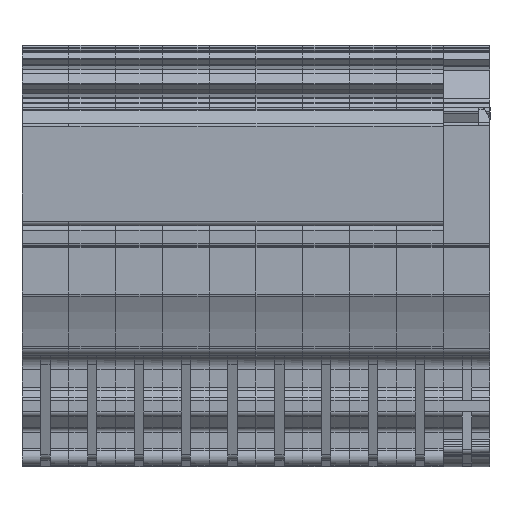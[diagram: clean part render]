
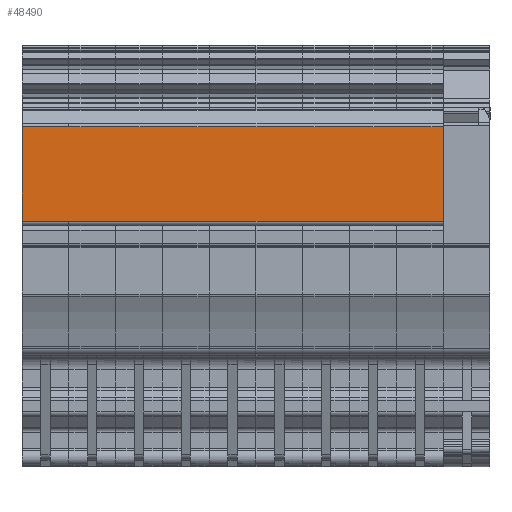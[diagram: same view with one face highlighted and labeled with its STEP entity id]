
A CAD part, front view. The second image highlights one B-rep face of the part: STEP entity #48490.
In plain terms, the highlighted planar face has unit normal (0, -1, 0).
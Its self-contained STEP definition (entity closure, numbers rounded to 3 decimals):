
#48407=AXIS2_PLACEMENT_3D('Plane Axis2P3D',#48404,#48405,#48406) ;
#37745=CARTESIAN_POINT('Vertex',(0.,0.1,26.25)) ;
#37748=CARTESIAN_POINT('Line Origine',(0.,0.1,31.296)) ;
#37752=CARTESIAN_POINT('Vertex',(0.,0.1,36.342)) ;
#37961=CARTESIAN_POINT('Vertex',(45.,0.1,36.342)) ;
#37964=CARTESIAN_POINT('Line Origine',(45.,0.1,31.296)) ;
#37968=CARTESIAN_POINT('Vertex',(45.,0.1,26.25)) ;
#48389=CARTESIAN_POINT('Vertex',(5.,0.1,26.25)) ;
#48392=CARTESIAN_POINT('Line Origine',(2.275,0.1,26.25)) ;
#48404=CARTESIAN_POINT('Axis2P3D Location',(-1.,0.1,20.75)) ;
#48409=CARTESIAN_POINT('Line Origine',(2.5,0.1,36.342)) ;
#48413=CARTESIAN_POINT('Vertex',(5.,0.1,36.342)) ;
#48416=CARTESIAN_POINT('Line Origine',(25.,0.1,26.25)) ;
#48421=CARTESIAN_POINT('Line Origine',(42.5,0.1,36.342)) ;
#48425=CARTESIAN_POINT('Vertex',(40.,0.1,36.342)) ;
#48428=CARTESIAN_POINT('Line Origine',(37.5,0.1,36.342)) ;
#48432=CARTESIAN_POINT('Vertex',(35.,0.1,36.342)) ;
#48435=CARTESIAN_POINT('Line Origine',(32.5,0.1,36.342)) ;
#48439=CARTESIAN_POINT('Vertex',(30.,0.1,36.342)) ;
#48442=CARTESIAN_POINT('Line Origine',(27.5,0.1,36.342)) ;
#48446=CARTESIAN_POINT('Vertex',(25.,0.1,36.342)) ;
#48449=CARTESIAN_POINT('Line Origine',(22.5,0.1,36.342)) ;
#48453=CARTESIAN_POINT('Vertex',(20.,0.1,36.342)) ;
#48456=CARTESIAN_POINT('Line Origine',(17.5,0.1,36.342)) ;
#48460=CARTESIAN_POINT('Vertex',(15.,0.1,36.342)) ;
#48463=CARTESIAN_POINT('Line Origine',(12.5,0.1,36.342)) ;
#48467=CARTESIAN_POINT('Vertex',(10.,0.1,36.342)) ;
#48470=CARTESIAN_POINT('Line Origine',(7.5,0.1,36.342)) ;
#37749=DIRECTION('Vector Direction',(0.,0.,1.)) ;
#37965=DIRECTION('Vector Direction',(0.,0.,1.)) ;
#48393=DIRECTION('Vector Direction',(-1.,0.,0.)) ;
#48405=DIRECTION('Axis2P3D Direction',(0.,-1.,0.)) ;
#48406=DIRECTION('Axis2P3D XDirection',(0.,0.,1.)) ;
#48410=DIRECTION('Vector Direction',(-1.,0.,0.)) ;
#48417=DIRECTION('Vector Direction',(-1.,0.,0.)) ;
#48422=DIRECTION('Vector Direction',(-1.,0.,0.)) ;
#48429=DIRECTION('Vector Direction',(-1.,0.,0.)) ;
#48436=DIRECTION('Vector Direction',(-1.,0.,0.)) ;
#48443=DIRECTION('Vector Direction',(-1.,0.,0.)) ;
#48450=DIRECTION('Vector Direction',(-1.,0.,0.)) ;
#48457=DIRECTION('Vector Direction',(-1.,0.,0.)) ;
#48464=DIRECTION('Vector Direction',(-1.,0.,0.)) ;
#48471=DIRECTION('Vector Direction',(-1.,0.,0.)) ;
#37750=VECTOR('Line Direction',#37749,1.) ;
#37966=VECTOR('Line Direction',#37965,1.) ;
#48394=VECTOR('Line Direction',#48393,1.) ;
#48411=VECTOR('Line Direction',#48410,1.) ;
#48418=VECTOR('Line Direction',#48417,1.) ;
#48423=VECTOR('Line Direction',#48422,1.) ;
#48430=VECTOR('Line Direction',#48429,1.) ;
#48437=VECTOR('Line Direction',#48436,1.) ;
#48444=VECTOR('Line Direction',#48443,1.) ;
#48451=VECTOR('Line Direction',#48450,1.) ;
#48458=VECTOR('Line Direction',#48457,1.) ;
#48465=VECTOR('Line Direction',#48464,1.) ;
#48472=VECTOR('Line Direction',#48471,1.) ;
#48476=ORIENTED_EDGE('',*,*,#48415,.T.) ;
#48477=ORIENTED_EDGE('',*,*,#37754,.F.) ;
#48478=ORIENTED_EDGE('',*,*,#48396,.F.) ;
#48479=ORIENTED_EDGE('',*,*,#48420,.F.) ;
#48480=ORIENTED_EDGE('',*,*,#37970,.T.) ;
#48481=ORIENTED_EDGE('',*,*,#48427,.T.) ;
#48482=ORIENTED_EDGE('',*,*,#48434,.T.) ;
#48483=ORIENTED_EDGE('',*,*,#48441,.T.) ;
#48484=ORIENTED_EDGE('',*,*,#48448,.T.) ;
#48485=ORIENTED_EDGE('',*,*,#48455,.T.) ;
#48486=ORIENTED_EDGE('',*,*,#48462,.T.) ;
#48487=ORIENTED_EDGE('',*,*,#48469,.T.) ;
#48488=ORIENTED_EDGE('',*,*,#48474,.T.) ;
#48490=ADVANCED_FACE('V3',(#48489),#48408,.T.) ;
#37754=EDGE_CURVE('',#37746,#37753,#37751,.T.) ;
#37970=EDGE_CURVE('',#37969,#37962,#37967,.T.) ;
#48396=EDGE_CURVE('',#48390,#37746,#48395,.T.) ;
#48415=EDGE_CURVE('',#48414,#37753,#48412,.T.) ;
#48420=EDGE_CURVE('',#37969,#48390,#48419,.T.) ;
#48427=EDGE_CURVE('',#37962,#48426,#48424,.T.) ;
#48434=EDGE_CURVE('',#48426,#48433,#48431,.T.) ;
#48441=EDGE_CURVE('',#48433,#48440,#48438,.T.) ;
#48448=EDGE_CURVE('',#48440,#48447,#48445,.T.) ;
#48455=EDGE_CURVE('',#48447,#48454,#48452,.T.) ;
#48462=EDGE_CURVE('',#48454,#48461,#48459,.T.) ;
#48469=EDGE_CURVE('',#48461,#48468,#48466,.T.) ;
#48474=EDGE_CURVE('',#48468,#48414,#48473,.T.) ;
#48475=EDGE_LOOP('',(#48476,#48477,#48478,#48479,#48480,#48481,#48482,#48483,#48484,#48485,#48486,#48487,#48488)) ;
#48489=FACE_OUTER_BOUND('',#48475,.T.) ;
#37751=LINE('Line',#37748,#37750) ;
#37967=LINE('Line',#37964,#37966) ;
#48395=LINE('Line',#48392,#48394) ;
#48412=LINE('Line',#48409,#48411) ;
#48419=LINE('Line',#48416,#48418) ;
#48424=LINE('Line',#48421,#48423) ;
#48431=LINE('Line',#48428,#48430) ;
#48438=LINE('Line',#48435,#48437) ;
#48445=LINE('Line',#48442,#48444) ;
#48452=LINE('Line',#48449,#48451) ;
#48459=LINE('Line',#48456,#48458) ;
#48466=LINE('Line',#48463,#48465) ;
#48473=LINE('Line',#48470,#48472) ;
#48408=PLANE('',#48407) ;
#37746=VERTEX_POINT('',#37745) ;
#37753=VERTEX_POINT('',#37752) ;
#37962=VERTEX_POINT('',#37961) ;
#37969=VERTEX_POINT('',#37968) ;
#48390=VERTEX_POINT('',#48389) ;
#48414=VERTEX_POINT('',#48413) ;
#48426=VERTEX_POINT('',#48425) ;
#48433=VERTEX_POINT('',#48432) ;
#48440=VERTEX_POINT('',#48439) ;
#48447=VERTEX_POINT('',#48446) ;
#48454=VERTEX_POINT('',#48453) ;
#48461=VERTEX_POINT('',#48460) ;
#48468=VERTEX_POINT('',#48467) ;
